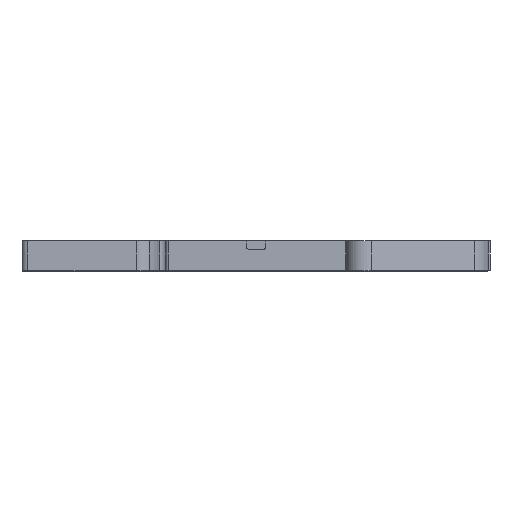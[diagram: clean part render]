
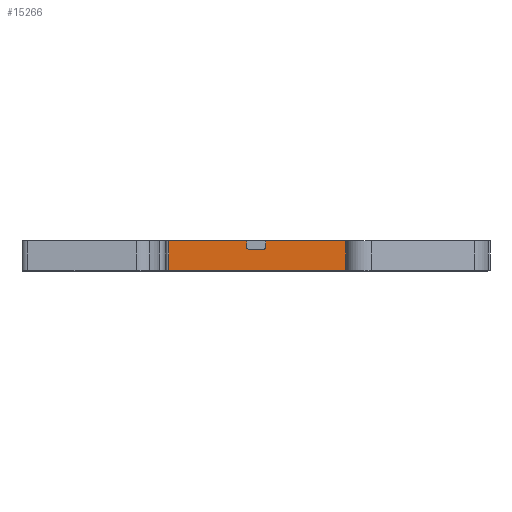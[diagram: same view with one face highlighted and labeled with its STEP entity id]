
A CAD part, front view. The second image highlights one B-rep face of the part: STEP entity #15266.
In plain terms, the highlighted planar face has unit normal (0, -1, 0).
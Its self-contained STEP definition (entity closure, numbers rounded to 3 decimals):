
#198 = EDGE_CURVE ( 'NONE', #21128, #15355, #5664, .T. ) ;
#254 = CARTESIAN_POINT ( 'NONE',  ( -14.794, 0., 0.15 ) ) ;
#823 = EDGE_CURVE ( 'NONE', #15355, #18055, #23411, .T. ) ;
#1058 = LINE ( 'NONE', #17701, #11174 ) ;
#1597 = EDGE_CURVE ( 'NONE', #7148, #21128, #1689, .T. ) ;
#1689 = CIRCLE ( 'NONE', #22731, 0.5 ) ;
#1803 = DIRECTION ( 'NONE',  ( 0., -1., 0. ) ) ;
#1879 = ORIENTED_EDGE ( 'NONE', *, *, #13120, .F. ) ;
#2114 = ORIENTED_EDGE ( 'NONE', *, *, #5325, .F. ) ;
#2127 = CARTESIAN_POINT ( 'NONE',  ( 15.352, 0., 5.15 ) ) ;
#3168 = CARTESIAN_POINT ( 'NONE',  ( -1.772, 0., 5.15 ) ) ;
#3317 = VERTEX_POINT ( 'NONE', #254 ) ;
#3459 = CARTESIAN_POINT ( 'NONE',  ( 1.428, 0., 4.15 ) ) ;
#3645 = VERTEX_POINT ( 'NONE', #5801 ) ;
#3947 = CARTESIAN_POINT ( 'NONE',  ( 1.428, 0., 5.15 ) ) ;
#4777 = DIRECTION ( 'NONE',  ( 0., -1., 0. ) ) ;
#5325 = EDGE_CURVE ( 'NONE', #22678, #3645, #9842, .T. ) ;
#5541 = CARTESIAN_POINT ( 'NONE',  ( -14.794, 0., -11.906 ) ) ;
#5588 = AXIS2_PLACEMENT_3D ( 'NONE', #16215, #20021, #18115 ) ;
#5607 = CARTESIAN_POINT ( 'NONE',  ( -15.352, 0., 0.15 ) ) ;
#5664 = LINE ( 'NONE', #6040, #6795 ) ;
#5799 = ORIENTED_EDGE ( 'NONE', *, *, #7572, .F. ) ;
#5801 = CARTESIAN_POINT ( 'NONE',  ( 15.352, 0., 0.15 ) ) ;
#5978 = VERTEX_POINT ( 'NONE', #3947 ) ;
#6040 = CARTESIAN_POINT ( 'NONE',  ( -1.272, 0., 3.65 ) ) ;
#6232 = EDGE_CURVE ( 'NONE', #6874, #7148, #24977, .T. ) ;
#6334 = FACE_OUTER_BOUND ( 'NONE', #22921, .T. ) ;
#6570 = VECTOR ( 'NONE', #24482, 1000. ) ;
#6795 = VECTOR ( 'NONE', #9453, 1000. ) ;
#6874 = VERTEX_POINT ( 'NONE', #3168 ) ;
#6921 = ORIENTED_EDGE ( 'NONE', *, *, #6232, .F. ) ;
#7148 = VERTEX_POINT ( 'NONE', #10253 ) ;
#7572 = EDGE_CURVE ( 'NONE', #11427, #6874, #1058, .T. ) ;
#7888 = VECTOR ( 'NONE', #11175, 1000. ) ;
#7943 = DIRECTION ( 'NONE',  ( 1., 0., 0. ) ) ;
#8182 = ORIENTED_EDGE ( 'NONE', *, *, #198, .F. ) ;
#8358 = PLANE ( 'NONE',  #5588 ) ;
#9035 = LINE ( 'NONE', #14355, #6570 ) ;
#9453 = DIRECTION ( 'NONE',  ( 1., 0., 0. ) ) ;
#9842 = LINE ( 'NONE', #2127, #20256 ) ;
#9848 = LINE ( 'NONE', #5541, #14838 ) ;
#10239 = CARTESIAN_POINT ( 'NONE',  ( -1.272, 0., 4.15 ) ) ;
#10253 = CARTESIAN_POINT ( 'NONE',  ( -1.772, 0., 4.15 ) ) ;
#11174 = VECTOR ( 'NONE', #7943, 1000. ) ;
#11175 = DIRECTION ( 'NONE',  ( 0., 0., 1. ) ) ;
#11427 = VERTEX_POINT ( 'NONE', #21870 ) ;
#11979 = EDGE_CURVE ( 'NONE', #3645, #3317, #21193, .T. ) ;
#12139 = VECTOR ( 'NONE', #21450, 1000. ) ;
#12141 = DIRECTION ( 'NONE',  ( -1., 0., 0. ) ) ;
#13120 = EDGE_CURVE ( 'NONE', #18055, #5978, #20817, .T. ) ;
#13342 = DIRECTION ( 'NONE',  ( 0., 0., -1. ) ) ;
#13850 = CARTESIAN_POINT ( 'NONE',  ( -1.272, 0., 3.65 ) ) ;
#14302 = CARTESIAN_POINT ( 'NONE',  ( 0.928, 0., 3.65 ) ) ;
#14355 = CARTESIAN_POINT ( 'NONE',  ( -15.352, 0., 5.15 ) ) ;
#14772 = CARTESIAN_POINT ( 'NONE',  ( 15.352, 0., 5.15 ) ) ;
#14838 = VECTOR ( 'NONE', #19480, 1000. ) ;
#15145 = ORIENTED_EDGE ( 'NONE', *, *, #22820, .F. ) ;
#15208 = CARTESIAN_POINT ( 'NONE',  ( 0.928, 0., 4.15 ) ) ;
#15266 = ADVANCED_FACE ( 'NONE', ( #6334 ), #8358, .F. ) ;
#15355 = VERTEX_POINT ( 'NONE', #14302 ) ;
#16215 = CARTESIAN_POINT ( 'NONE',  ( -15.352, 0., 5.15 ) ) ;
#16523 = AXIS2_PLACEMENT_3D ( 'NONE', #15208, #1803, #24719 ) ;
#16663 = ORIENTED_EDGE ( 'NONE', *, *, #24742, .F. ) ;
#17454 = VECTOR ( 'NONE', #13342, 1000. ) ;
#17701 = CARTESIAN_POINT ( 'NONE',  ( -15.352, 0., 5.15 ) ) ;
#18055 = VERTEX_POINT ( 'NONE', #19220 ) ;
#18115 = DIRECTION ( 'NONE',  ( 1., 0., 0. ) ) ;
#19220 = CARTESIAN_POINT ( 'NONE',  ( 1.428, 0., 4.15 ) ) ;
#19480 = DIRECTION ( 'NONE',  ( 0., 0., 1. ) ) ;
#20021 = DIRECTION ( 'NONE',  ( 0., 1., 0. ) ) ;
#20256 = VECTOR ( 'NONE', #21379, 1000. ) ;
#20560 = CARTESIAN_POINT ( 'NONE',  ( -1.772, 0., 4.15 ) ) ;
#20817 = LINE ( 'NONE', #3459, #7888 ) ;
#21006 = ORIENTED_EDGE ( 'NONE', *, *, #1597, .F. ) ;
#21128 = VERTEX_POINT ( 'NONE', #13850 ) ;
#21193 = LINE ( 'NONE', #5607, #12139 ) ;
#21379 = DIRECTION ( 'NONE',  ( 0., 0., -1. ) ) ;
#21450 = DIRECTION ( 'NONE',  ( -1., 0., 0. ) ) ;
#21870 = CARTESIAN_POINT ( 'NONE',  ( -14.794, 0., 5.15 ) ) ;
#22678 = VERTEX_POINT ( 'NONE', #14772 ) ;
#22731 = AXIS2_PLACEMENT_3D ( 'NONE', #10239, #4777, #12141 ) ;
#22820 = EDGE_CURVE ( 'NONE', #3317, #11427, #9848, .T. ) ;
#22921 = EDGE_LOOP ( 'NONE', ( #5799, #15145, #24613, #2114, #16663, #1879, #24726, #8182, #21006, #6921 ) ) ;
#23411 = CIRCLE ( 'NONE', #16523, 0.5 ) ;
#24482 = DIRECTION ( 'NONE',  ( 1., 0., 0. ) ) ;
#24613 = ORIENTED_EDGE ( 'NONE', *, *, #11979, .F. ) ;
#24719 = DIRECTION ( 'NONE',  ( 0., 0., -1. ) ) ;
#24726 = ORIENTED_EDGE ( 'NONE', *, *, #823, .F. ) ;
#24742 = EDGE_CURVE ( 'NONE', #5978, #22678, #9035, .T. ) ;
#24977 = LINE ( 'NONE', #20560, #17454 ) ;
